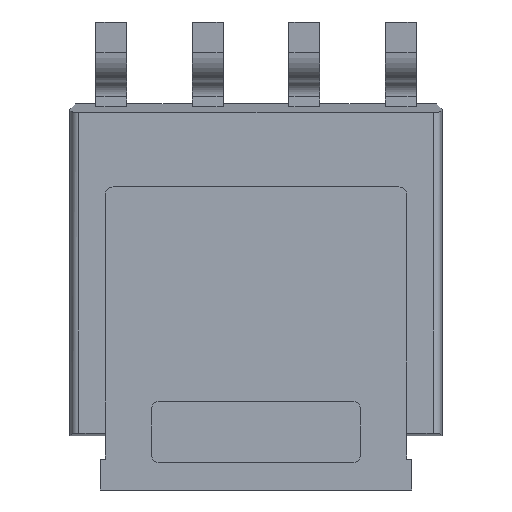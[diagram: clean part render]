
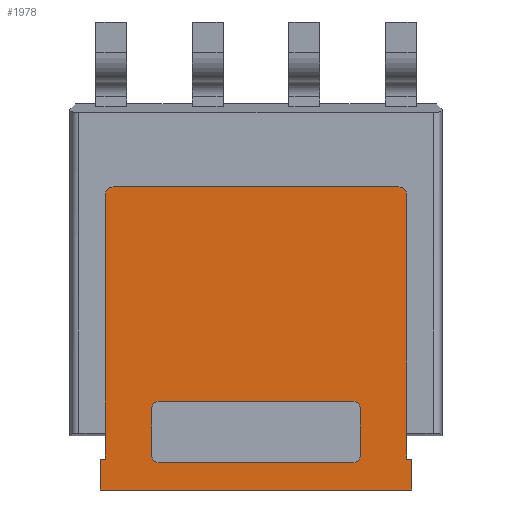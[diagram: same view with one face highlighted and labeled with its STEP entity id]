
A CAD part, front view. The second image highlights one B-rep face of the part: STEP entity #1978.
In plain terms, the highlighted planar face has unit normal (0, -1, 0).
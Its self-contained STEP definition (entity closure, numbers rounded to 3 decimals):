
#80 = VERTEX_POINT('',#81);
#81 = CARTESIAN_POINT('',(4.166,0.,0.747));
#168 = EDGE_CURVE('',#80,#169,#171,.T.);
#169 = VERTEX_POINT('',#170);
#170 = CARTESIAN_POINT('',(4.166,0.,3.888));
#171 = LINE('',#172,#173);
#172 = CARTESIAN_POINT('',(4.166,0.,0.406));
#173 = VECTOR('',#174,1.);
#174 = DIRECTION('',(-0.,0.,1.));
#202 = VERTEX_POINT('',#203);
#203 = CARTESIAN_POINT('',(0.204,0.,
    0.747));
#209 = EDGE_CURVE('',#210,#202,#212,.T.);
#210 = VERTEX_POINT('',#211);
#211 = CARTESIAN_POINT('',(0.204,0.,
    0.841));
#212 = LINE('',#213,#214);
#213 = CARTESIAN_POINT('',(0.204,0.,
    0.406));
#214 = VECTOR('',#215,1.);
#215 = DIRECTION('',(0.,0.,-1.));
#217 = EDGE_CURVE('',#210,#218,#220,.T.);
#218 = VERTEX_POINT('',#219);
#219 = CARTESIAN_POINT('',(0.204,0.,3.888));
#220 = LINE('',#221,#222);
#221 = CARTESIAN_POINT('',(0.204,0.,0.841));
#222 = VECTOR('',#223,1.);
#223 = DIRECTION('',(0.,0.,1.));
#225 = EDGE_CURVE('',#218,#226,#228,.T.);
#226 = VERTEX_POINT('',#227);
#227 = CARTESIAN_POINT('',(0.304,0.,3.988));
#228 = CIRCLE('',#229,0.1);
#229 = AXIS2_PLACEMENT_3D('',#230,#231,#232);
#230 = CARTESIAN_POINT('',(0.304,0.,3.888));
#231 = DIRECTION('',(-0.,1.,0.));
#232 = DIRECTION('',(0.,0.,1.));
#234 = EDGE_CURVE('',#226,#235,#237,.T.);
#235 = VERTEX_POINT('',#236);
#236 = CARTESIAN_POINT('',(4.066,0.,3.988));
#237 = LINE('',#238,#239);
#238 = CARTESIAN_POINT('',(0.304,0.,3.988));
#239 = VECTOR('',#240,1.);
#240 = DIRECTION('',(1.,0.,0.));
#242 = EDGE_CURVE('',#235,#169,#243,.T.);
#243 = CIRCLE('',#244,0.1);
#244 = AXIS2_PLACEMENT_3D('',#245,#246,#247);
#245 = CARTESIAN_POINT('',(4.066,0.,3.888));
#246 = DIRECTION('',(-0.,1.,0.));
#247 = DIRECTION('',(0.,0.,1.));
#1762 = VERTEX_POINT('',#1763);
#1763 = CARTESIAN_POINT('',(0.204,0.,0.406));
#1769 = EDGE_CURVE('',#202,#1762,#1770,.T.);
#1770 = LINE('',#1771,#1772);
#1771 = CARTESIAN_POINT('',(0.204,0.,
    0.406));
#1772 = VECTOR('',#1773,1.);
#1773 = DIRECTION('',(0.,0.,-1.));
#1846 = EDGE_CURVE('',#1847,#80,#1849,.T.);
#1847 = VERTEX_POINT('',#1848);
#1848 = CARTESIAN_POINT('',(4.166,0.,0.406));
#1849 = LINE('',#1850,#1851);
#1850 = CARTESIAN_POINT('',(4.166,0.,0.406));
#1851 = VECTOR('',#1852,1.);
#1852 = DIRECTION('',(-0.,0.,1.));
#1871 = VERTEX_POINT('',#1872);
#1872 = CARTESIAN_POINT('',(0.135,0.,0.));
#1878 = EDGE_CURVE('',#1879,#1871,#1881,.T.);
#1879 = VERTEX_POINT('',#1880);
#1880 = CARTESIAN_POINT('',(0.135,0.,0.406));
#1881 = LINE('',#1882,#1883);
#1882 = CARTESIAN_POINT('',(0.135,0.,0.));
#1883 = VECTOR('',#1884,1.);
#1884 = DIRECTION('',(0.,0.,-1.));
#1902 = VERTEX_POINT('',#1903);
#1903 = CARTESIAN_POINT('',(4.235,0.,0.));
#1909 = EDGE_CURVE('',#1902,#1871,#1910,.T.);
#1910 = LINE('',#1911,#1912);
#1911 = CARTESIAN_POINT('',(4.386,0.,0.));
#1912 = VECTOR('',#1913,1.);
#1913 = DIRECTION('',(-1.,0.,0.));
#1926 = VERTEX_POINT('',#1927);
#1927 = CARTESIAN_POINT('',(4.235,0.,0.406));
#1933 = EDGE_CURVE('',#1902,#1926,#1934,.T.);
#1934 = LINE('',#1935,#1936);
#1935 = CARTESIAN_POINT('',(4.235,0.,0.));
#1936 = VECTOR('',#1937,1.);
#1937 = DIRECTION('',(-0.,0.,1.));
#1950 = EDGE_CURVE('',#1926,#1847,#1951,.T.);
#1951 = LINE('',#1952,#1953);
#1952 = CARTESIAN_POINT('',(4.235,0.,0.406));
#1953 = VECTOR('',#1954,1.);
#1954 = DIRECTION('',(-1.,0.,0.));
#1967 = EDGE_CURVE('',#1762,#1879,#1968,.T.);
#1968 = LINE('',#1969,#1970);
#1969 = CARTESIAN_POINT('',(0.135,0.,0.406));
#1970 = VECTOR('',#1971,1.);
#1971 = DIRECTION('',(-1.,0.,0.));
#1978 = ADVANCED_FACE('',(#1979,#2049),#2064,.F.);
#1979 = FACE_BOUND('',#1980,.T.);
#1980 = EDGE_LOOP('',(#1981,#1992,#2000,#2009,#2017,#2026,#2034,#2043));
#1981 = ORIENTED_EDGE('',*,*,#1982,.F.);
#1982 = EDGE_CURVE('',#1983,#1985,#1987,.T.);
#1983 = VERTEX_POINT('',#1984);
#1984 = CARTESIAN_POINT('',(0.913,0.,1.168));
#1985 = VERTEX_POINT('',#1986);
#1986 = CARTESIAN_POINT('',(0.813,0.,1.068));
#1987 = CIRCLE('',#1988,0.1);
#1988 = AXIS2_PLACEMENT_3D('',#1989,#1990,#1991);
#1989 = CARTESIAN_POINT('',(0.913,0.,1.068));
#1990 = DIRECTION('',(0.,-1.,0.));
#1991 = DIRECTION('',(0.,0.,-1.));
#1992 = ORIENTED_EDGE('',*,*,#1993,.F.);
#1993 = EDGE_CURVE('',#1994,#1983,#1996,.T.);
#1994 = VERTEX_POINT('',#1995);
#1995 = CARTESIAN_POINT('',(3.456,0.,1.168));
#1996 = LINE('',#1997,#1998);
#1997 = CARTESIAN_POINT('',(3.456,0.,1.168));
#1998 = VECTOR('',#1999,1.);
#1999 = DIRECTION('',(-1.,0.,0.));
#2000 = ORIENTED_EDGE('',*,*,#2001,.F.);
#2001 = EDGE_CURVE('',#2002,#1994,#2004,.T.);
#2002 = VERTEX_POINT('',#2003);
#2003 = CARTESIAN_POINT('',(3.556,0.,1.068));
#2004 = CIRCLE('',#2005,0.1);
#2005 = AXIS2_PLACEMENT_3D('',#2006,#2007,#2008);
#2006 = CARTESIAN_POINT('',(3.456,0.,1.068));
#2007 = DIRECTION('',(0.,-1.,0.));
#2008 = DIRECTION('',(0.,0.,-1.));
#2009 = ORIENTED_EDGE('',*,*,#2010,.F.);
#2010 = EDGE_CURVE('',#2011,#2002,#2013,.T.);
#2011 = VERTEX_POINT('',#2012);
#2012 = CARTESIAN_POINT('',(3.556,0.,0.456));
#2013 = LINE('',#2014,#2015);
#2014 = CARTESIAN_POINT('',(3.556,0.,0.456));
#2015 = VECTOR('',#2016,1.);
#2016 = DIRECTION('',(0.,0.,1.));
#2017 = ORIENTED_EDGE('',*,*,#2018,.F.);
#2018 = EDGE_CURVE('',#2019,#2011,#2021,.T.);
#2019 = VERTEX_POINT('',#2020);
#2020 = CARTESIAN_POINT('',(3.456,0.,0.356));
#2021 = CIRCLE('',#2022,0.1);
#2022 = AXIS2_PLACEMENT_3D('',#2023,#2024,#2025);
#2023 = CARTESIAN_POINT('',(3.456,0.,0.456));
#2024 = DIRECTION('',(0.,-1.,0.));
#2025 = DIRECTION('',(0.,0.,-1.));
#2026 = ORIENTED_EDGE('',*,*,#2027,.F.);
#2027 = EDGE_CURVE('',#2028,#2019,#2030,.T.);
#2028 = VERTEX_POINT('',#2029);
#2029 = CARTESIAN_POINT('',(0.913,0.,0.356));
#2030 = LINE('',#2031,#2032);
#2031 = CARTESIAN_POINT('',(0.913,0.,0.356));
#2032 = VECTOR('',#2033,1.);
#2033 = DIRECTION('',(1.,0.,0.));
#2034 = ORIENTED_EDGE('',*,*,#2035,.F.);
#2035 = EDGE_CURVE('',#2036,#2028,#2038,.T.);
#2036 = VERTEX_POINT('',#2037);
#2037 = CARTESIAN_POINT('',(0.813,0.,0.456));
#2038 = CIRCLE('',#2039,0.1);
#2039 = AXIS2_PLACEMENT_3D('',#2040,#2041,#2042);
#2040 = CARTESIAN_POINT('',(0.913,0.,0.456));
#2041 = DIRECTION('',(0.,-1.,0.));
#2042 = DIRECTION('',(0.,0.,-1.));
#2043 = ORIENTED_EDGE('',*,*,#2044,.F.);
#2044 = EDGE_CURVE('',#1985,#2036,#2045,.T.);
#2045 = LINE('',#2046,#2047);
#2046 = CARTESIAN_POINT('',(0.813,0.,1.068));
#2047 = VECTOR('',#2048,1.);
#2048 = DIRECTION('',(0.,0.,-1.));
#2049 = FACE_BOUND('',#2050,.T.);
#2050 = EDGE_LOOP('',(#2051,#2052,#2053,#2054,#2055,#2056,#2057,#2058,
    #2059,#2060,#2061,#2062,#2063));
#2051 = ORIENTED_EDGE('',*,*,#1846,.T.);
#2052 = ORIENTED_EDGE('',*,*,#168,.T.);
#2053 = ORIENTED_EDGE('',*,*,#242,.F.);
#2054 = ORIENTED_EDGE('',*,*,#234,.F.);
#2055 = ORIENTED_EDGE('',*,*,#225,.F.);
#2056 = ORIENTED_EDGE('',*,*,#217,.F.);
#2057 = ORIENTED_EDGE('',*,*,#209,.T.);
#2058 = ORIENTED_EDGE('',*,*,#1769,.T.);
#2059 = ORIENTED_EDGE('',*,*,#1967,.T.);
#2060 = ORIENTED_EDGE('',*,*,#1878,.T.);
#2061 = ORIENTED_EDGE('',*,*,#1909,.F.);
#2062 = ORIENTED_EDGE('',*,*,#1933,.T.);
#2063 = ORIENTED_EDGE('',*,*,#1950,.T.);
#2064 = PLANE('',#2065);
#2065 = AXIS2_PLACEMENT_3D('',#2066,#2067,#2068);
#2066 = CARTESIAN_POINT('',(4.386,0.,0.));
#2067 = DIRECTION('',(0.,1.,-0.));
#2068 = DIRECTION('',(0.,0.,1.));
